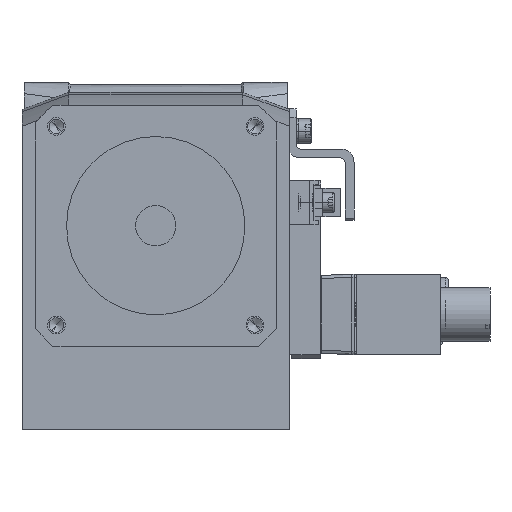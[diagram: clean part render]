
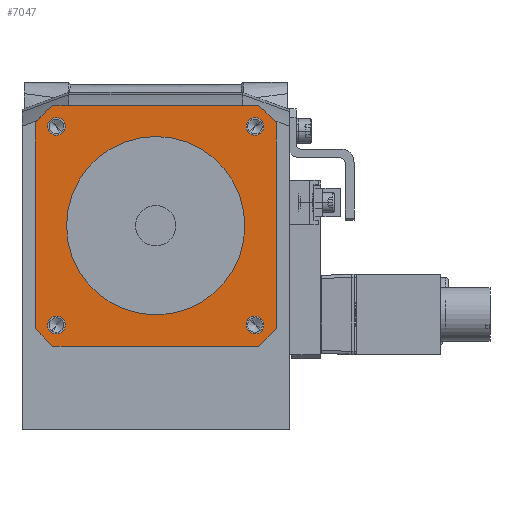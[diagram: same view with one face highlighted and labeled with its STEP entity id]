
A CAD part, front view. The second image highlights one B-rep face of the part: STEP entity #7047.
In plain terms, the highlighted planar face has unit normal (0, -1, 0).
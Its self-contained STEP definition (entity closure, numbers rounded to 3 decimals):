
#6745=CARTESIAN_POINT('Axis2P3D Location',(0.,-97.,45.8)) ;
#6749=CARTESIAN_POINT('Vertex',(-20.,-97.,45.8)) ;
#6751=CARTESIAN_POINT('Vertex',(20.,-97.,45.8)) ;
#6776=CARTESIAN_POINT('Axis2P3D Location',(0.,-97.,45.8)) ;
#6836=CARTESIAN_POINT('Axis2P3D Location',(0.,-97.,45.8)) ;
#6841=CARTESIAN_POINT('Axis2P3D Location',(0.,-97.,45.8)) ;
#6845=CARTESIAN_POINT('Vertex',(-27.,-97.,68.849)) ;
#6847=CARTESIAN_POINT('Vertex',(-23.049,-97.,72.8)) ;
#6850=CARTESIAN_POINT('Line Origine',(-27.,-97.,45.8)) ;
#6854=CARTESIAN_POINT('Vertex',(-27.,-97.,22.751)) ;
#6857=CARTESIAN_POINT('Axis2P3D Location',(0.,-97.,45.8)) ;
#6861=CARTESIAN_POINT('Vertex',(-23.049,-97.,18.8)) ;
#6864=CARTESIAN_POINT('Line Origine',(0.,-97.,18.8)) ;
#6868=CARTESIAN_POINT('Vertex',(23.049,-97.,18.8)) ;
#6871=CARTESIAN_POINT('Axis2P3D Location',(0.,-97.,45.8)) ;
#6875=CARTESIAN_POINT('Vertex',(27.,-97.,22.751)) ;
#6878=CARTESIAN_POINT('Line Origine',(27.,-97.,45.8)) ;
#6882=CARTESIAN_POINT('Vertex',(27.,-97.,68.849)) ;
#6885=CARTESIAN_POINT('Axis2P3D Location',(0.,-97.,45.8)) ;
#6889=CARTESIAN_POINT('Vertex',(23.049,-97.,72.8)) ;
#6892=CARTESIAN_POINT('Line Origine',(0.,-97.,72.8)) ;
#6907=CARTESIAN_POINT('Axis2P3D Location',(22.274,-97.,68.074)) ;
#6911=CARTESIAN_POINT('Vertex',(20.86,-97.,66.66)) ;
#6913=CARTESIAN_POINT('Vertex',(20.274,-97.,68.074)) ;
#6916=CARTESIAN_POINT('Axis2P3D Location',(22.274,-97.,68.074)) ;
#6920=CARTESIAN_POINT('Vertex',(23.688,-97.,69.488)) ;
#6923=CARTESIAN_POINT('Axis2P3D Location',(22.274,-97.,68.074)) ;
#6927=CARTESIAN_POINT('Vertex',(24.274,-97.,68.074)) ;
#6930=CARTESIAN_POINT('Axis2P3D Location',(22.274,-97.,68.074)) ;
#6941=CARTESIAN_POINT('Axis2P3D Location',(-22.274,-97.,68.074)) ;
#6945=CARTESIAN_POINT('Vertex',(-20.86,-97.,66.66)) ;
#6947=CARTESIAN_POINT('Vertex',(-24.274,-97.,68.074)) ;
#6950=CARTESIAN_POINT('Axis2P3D Location',(-22.274,-97.,68.074)) ;
#6954=CARTESIAN_POINT('Vertex',(-23.688,-97.,69.488)) ;
#6957=CARTESIAN_POINT('Axis2P3D Location',(-22.274,-97.,68.074)) ;
#6961=CARTESIAN_POINT('Vertex',(-20.274,-97.,68.074)) ;
#6964=CARTESIAN_POINT('Axis2P3D Location',(-22.274,-97.,68.074)) ;
#6975=CARTESIAN_POINT('Axis2P3D Location',(-22.274,-97.,23.526)) ;
#6979=CARTESIAN_POINT('Vertex',(-20.86,-97.,24.94)) ;
#6981=CARTESIAN_POINT('Vertex',(-20.274,-97.,23.526)) ;
#6984=CARTESIAN_POINT('Axis2P3D Location',(-22.274,-97.,23.526)) ;
#6988=CARTESIAN_POINT('Vertex',(-23.688,-97.,22.112)) ;
#6991=CARTESIAN_POINT('Axis2P3D Location',(-22.274,-97.,23.526)) ;
#6995=CARTESIAN_POINT('Vertex',(-24.274,-97.,23.526)) ;
#6998=CARTESIAN_POINT('Axis2P3D Location',(-22.274,-97.,23.526)) ;
#7009=CARTESIAN_POINT('Axis2P3D Location',(22.274,-97.,23.526)) ;
#7013=CARTESIAN_POINT('Vertex',(20.86,-97.,24.94)) ;
#7015=CARTESIAN_POINT('Vertex',(24.274,-97.,23.526)) ;
#7018=CARTESIAN_POINT('Axis2P3D Location',(22.274,-97.,23.526)) ;
#7022=CARTESIAN_POINT('Vertex',(23.688,-97.,22.112)) ;
#7025=CARTESIAN_POINT('Axis2P3D Location',(22.274,-97.,23.526)) ;
#7029=CARTESIAN_POINT('Vertex',(20.274,-97.,23.526)) ;
#7032=CARTESIAN_POINT('Axis2P3D Location',(22.274,-97.,23.526)) ;
#6746=DIRECTION('Axis2P3D Direction',(-0.,1.,0.)) ;
#6777=DIRECTION('Axis2P3D Direction',(-0.,1.,0.)) ;
#6837=DIRECTION('Axis2P3D Direction',(0.,1.,0.)) ;
#6838=DIRECTION('Axis2P3D XDirection',(0.,0.,1.)) ;
#6842=DIRECTION('Axis2P3D Direction',(0.,1.,0.)) ;
#6851=DIRECTION('Vector Direction',(0.,0.,-1.)) ;
#6858=DIRECTION('Axis2P3D Direction',(0.,1.,0.)) ;
#6865=DIRECTION('Vector Direction',(-1.,0.,0.)) ;
#6872=DIRECTION('Axis2P3D Direction',(0.,1.,0.)) ;
#6879=DIRECTION('Vector Direction',(0.,0.,-1.)) ;
#6886=DIRECTION('Axis2P3D Direction',(0.,1.,0.)) ;
#6893=DIRECTION('Vector Direction',(1.,0.,0.)) ;
#6908=DIRECTION('Axis2P3D Direction',(0.,1.,0.)) ;
#6917=DIRECTION('Axis2P3D Direction',(0.,1.,0.)) ;
#6924=DIRECTION('Axis2P3D Direction',(0.,1.,0.)) ;
#6931=DIRECTION('Axis2P3D Direction',(0.,1.,0.)) ;
#6942=DIRECTION('Axis2P3D Direction',(0.,1.,0.)) ;
#6951=DIRECTION('Axis2P3D Direction',(0.,1.,0.)) ;
#6958=DIRECTION('Axis2P3D Direction',(0.,1.,0.)) ;
#6965=DIRECTION('Axis2P3D Direction',(0.,1.,0.)) ;
#6976=DIRECTION('Axis2P3D Direction',(0.,1.,0.)) ;
#6985=DIRECTION('Axis2P3D Direction',(0.,1.,0.)) ;
#6992=DIRECTION('Axis2P3D Direction',(0.,1.,0.)) ;
#6999=DIRECTION('Axis2P3D Direction',(0.,1.,0.)) ;
#7010=DIRECTION('Axis2P3D Direction',(0.,1.,0.)) ;
#7019=DIRECTION('Axis2P3D Direction',(0.,1.,0.)) ;
#7026=DIRECTION('Axis2P3D Direction',(0.,1.,0.)) ;
#7033=DIRECTION('Axis2P3D Direction',(0.,1.,0.)) ;
#6747=AXIS2_PLACEMENT_3D('Circle Axis2P3D',#6745,#6746,$) ;
#6778=AXIS2_PLACEMENT_3D('Circle Axis2P3D',#6776,#6777,$) ;
#6839=AXIS2_PLACEMENT_3D('Plane Axis2P3D',#6836,#6837,#6838) ;
#6843=AXIS2_PLACEMENT_3D('Circle Axis2P3D',#6841,#6842,$) ;
#6859=AXIS2_PLACEMENT_3D('Circle Axis2P3D',#6857,#6858,$) ;
#6873=AXIS2_PLACEMENT_3D('Circle Axis2P3D',#6871,#6872,$) ;
#6887=AXIS2_PLACEMENT_3D('Circle Axis2P3D',#6885,#6886,$) ;
#6909=AXIS2_PLACEMENT_3D('Circle Axis2P3D',#6907,#6908,$) ;
#6918=AXIS2_PLACEMENT_3D('Circle Axis2P3D',#6916,#6917,$) ;
#6925=AXIS2_PLACEMENT_3D('Circle Axis2P3D',#6923,#6924,$) ;
#6932=AXIS2_PLACEMENT_3D('Circle Axis2P3D',#6930,#6931,$) ;
#6943=AXIS2_PLACEMENT_3D('Circle Axis2P3D',#6941,#6942,$) ;
#6952=AXIS2_PLACEMENT_3D('Circle Axis2P3D',#6950,#6951,$) ;
#6959=AXIS2_PLACEMENT_3D('Circle Axis2P3D',#6957,#6958,$) ;
#6966=AXIS2_PLACEMENT_3D('Circle Axis2P3D',#6964,#6965,$) ;
#6977=AXIS2_PLACEMENT_3D('Circle Axis2P3D',#6975,#6976,$) ;
#6986=AXIS2_PLACEMENT_3D('Circle Axis2P3D',#6984,#6985,$) ;
#6993=AXIS2_PLACEMENT_3D('Circle Axis2P3D',#6991,#6992,$) ;
#7000=AXIS2_PLACEMENT_3D('Circle Axis2P3D',#6998,#6999,$) ;
#7011=AXIS2_PLACEMENT_3D('Circle Axis2P3D',#7009,#7010,$) ;
#7020=AXIS2_PLACEMENT_3D('Circle Axis2P3D',#7018,#7019,$) ;
#7027=AXIS2_PLACEMENT_3D('Circle Axis2P3D',#7025,#7026,$) ;
#7034=AXIS2_PLACEMENT_3D('Circle Axis2P3D',#7032,#7033,$) ;
#6898=ORIENTED_EDGE('',*,*,#6849,.F.) ;
#6899=ORIENTED_EDGE('',*,*,#6856,.T.) ;
#6900=ORIENTED_EDGE('',*,*,#6863,.F.) ;
#6901=ORIENTED_EDGE('',*,*,#6870,.F.) ;
#6902=ORIENTED_EDGE('',*,*,#6877,.F.) ;
#6903=ORIENTED_EDGE('',*,*,#6884,.F.) ;
#6904=ORIENTED_EDGE('',*,*,#6891,.F.) ;
#6905=ORIENTED_EDGE('',*,*,#6896,.F.) ;
#6936=ORIENTED_EDGE('',*,*,#6915,.T.) ;
#6937=ORIENTED_EDGE('',*,*,#6922,.T.) ;
#6938=ORIENTED_EDGE('',*,*,#6929,.T.) ;
#6939=ORIENTED_EDGE('',*,*,#6934,.T.) ;
#6970=ORIENTED_EDGE('',*,*,#6949,.T.) ;
#6971=ORIENTED_EDGE('',*,*,#6956,.T.) ;
#6972=ORIENTED_EDGE('',*,*,#6963,.T.) ;
#6973=ORIENTED_EDGE('',*,*,#6968,.T.) ;
#7004=ORIENTED_EDGE('',*,*,#6983,.T.) ;
#7005=ORIENTED_EDGE('',*,*,#6990,.T.) ;
#7006=ORIENTED_EDGE('',*,*,#6997,.T.) ;
#7007=ORIENTED_EDGE('',*,*,#7002,.T.) ;
#7038=ORIENTED_EDGE('',*,*,#7017,.T.) ;
#7039=ORIENTED_EDGE('',*,*,#7024,.T.) ;
#7040=ORIENTED_EDGE('',*,*,#7031,.T.) ;
#7041=ORIENTED_EDGE('',*,*,#7036,.T.) ;
#7044=ORIENTED_EDGE('',*,*,#6753,.T.) ;
#7045=ORIENTED_EDGE('',*,*,#6780,.T.) ;
#6940=FACE_BOUND('',#6935,.T.) ;
#6974=FACE_BOUND('',#6969,.T.) ;
#7008=FACE_BOUND('',#7003,.T.) ;
#7042=FACE_BOUND('',#7037,.T.) ;
#7046=FACE_BOUND('',#7043,.T.) ;
#6852=VECTOR('Line Direction',#6851,1.) ;
#6866=VECTOR('Line Direction',#6865,1.) ;
#6880=VECTOR('Line Direction',#6879,1.) ;
#6894=VECTOR('Line Direction',#6893,1.) ;
#7047=ADVANCED_FACE('LINEAREINHEIT',(#6906,#6940,#6974,#7008,#7042,#7046),#6840,.F.) ;
#6748=CIRCLE('generated circle',#6747,20.) ;
#6779=CIRCLE('generated circle',#6778,20.) ;
#6844=CIRCLE('generated circle',#6843,35.5) ;
#6860=CIRCLE('generated circle',#6859,35.5) ;
#6874=CIRCLE('generated circle',#6873,35.5) ;
#6888=CIRCLE('generated circle',#6887,35.5) ;
#6910=CIRCLE('generated circle',#6909,2.) ;
#6919=CIRCLE('generated circle',#6918,2.) ;
#6926=CIRCLE('generated circle',#6925,2.) ;
#6933=CIRCLE('generated circle',#6932,2.) ;
#6944=CIRCLE('generated circle',#6943,2.) ;
#6953=CIRCLE('generated circle',#6952,2.) ;
#6960=CIRCLE('generated circle',#6959,2.) ;
#6967=CIRCLE('generated circle',#6966,2.) ;
#6978=CIRCLE('generated circle',#6977,2.) ;
#6987=CIRCLE('generated circle',#6986,2.) ;
#6994=CIRCLE('generated circle',#6993,2.) ;
#7001=CIRCLE('generated circle',#7000,2.) ;
#7012=CIRCLE('generated circle',#7011,2.) ;
#7021=CIRCLE('generated circle',#7020,2.) ;
#7028=CIRCLE('generated circle',#7027,2.) ;
#7035=CIRCLE('generated circle',#7034,2.) ;
#6753=EDGE_CURVE('',#6750,#6752,#6748,.T.) ;
#6780=EDGE_CURVE('',#6752,#6750,#6779,.T.) ;
#6849=EDGE_CURVE('',#6846,#6848,#6844,.T.) ;
#6856=EDGE_CURVE('',#6846,#6855,#6853,.T.) ;
#6863=EDGE_CURVE('',#6862,#6855,#6860,.T.) ;
#6870=EDGE_CURVE('',#6869,#6862,#6867,.T.) ;
#6877=EDGE_CURVE('',#6876,#6869,#6874,.T.) ;
#6884=EDGE_CURVE('',#6883,#6876,#6881,.T.) ;
#6891=EDGE_CURVE('',#6890,#6883,#6888,.T.) ;
#6896=EDGE_CURVE('',#6848,#6890,#6895,.T.) ;
#6915=EDGE_CURVE('',#6912,#6914,#6910,.T.) ;
#6922=EDGE_CURVE('',#6914,#6921,#6919,.T.) ;
#6929=EDGE_CURVE('',#6921,#6928,#6926,.T.) ;
#6934=EDGE_CURVE('',#6928,#6912,#6933,.T.) ;
#6949=EDGE_CURVE('',#6946,#6948,#6944,.T.) ;
#6956=EDGE_CURVE('',#6948,#6955,#6953,.T.) ;
#6963=EDGE_CURVE('',#6955,#6962,#6960,.T.) ;
#6968=EDGE_CURVE('',#6962,#6946,#6967,.T.) ;
#6983=EDGE_CURVE('',#6980,#6982,#6978,.T.) ;
#6990=EDGE_CURVE('',#6982,#6989,#6987,.T.) ;
#6997=EDGE_CURVE('',#6989,#6996,#6994,.T.) ;
#7002=EDGE_CURVE('',#6996,#6980,#7001,.T.) ;
#7017=EDGE_CURVE('',#7014,#7016,#7012,.T.) ;
#7024=EDGE_CURVE('',#7016,#7023,#7021,.T.) ;
#7031=EDGE_CURVE('',#7023,#7030,#7028,.T.) ;
#7036=EDGE_CURVE('',#7030,#7014,#7035,.T.) ;
#6897=EDGE_LOOP('',(#6898,#6899,#6900,#6901,#6902,#6903,#6904,#6905)) ;
#6935=EDGE_LOOP('',(#6936,#6937,#6938,#6939)) ;
#6969=EDGE_LOOP('',(#6970,#6971,#6972,#6973)) ;
#7003=EDGE_LOOP('',(#7004,#7005,#7006,#7007)) ;
#7037=EDGE_LOOP('',(#7038,#7039,#7040,#7041)) ;
#7043=EDGE_LOOP('',(#7044,#7045)) ;
#6906=FACE_OUTER_BOUND('',#6897,.T.) ;
#6853=LINE('Line',#6850,#6852) ;
#6867=LINE('Line',#6864,#6866) ;
#6881=LINE('Line',#6878,#6880) ;
#6895=LINE('Line',#6892,#6894) ;
#6840=PLANE('Plane',#6839) ;
#6750=VERTEX_POINT('',#6749) ;
#6752=VERTEX_POINT('',#6751) ;
#6846=VERTEX_POINT('',#6845) ;
#6848=VERTEX_POINT('',#6847) ;
#6855=VERTEX_POINT('',#6854) ;
#6862=VERTEX_POINT('',#6861) ;
#6869=VERTEX_POINT('',#6868) ;
#6876=VERTEX_POINT('',#6875) ;
#6883=VERTEX_POINT('',#6882) ;
#6890=VERTEX_POINT('',#6889) ;
#6912=VERTEX_POINT('',#6911) ;
#6914=VERTEX_POINT('',#6913) ;
#6921=VERTEX_POINT('',#6920) ;
#6928=VERTEX_POINT('',#6927) ;
#6946=VERTEX_POINT('',#6945) ;
#6948=VERTEX_POINT('',#6947) ;
#6955=VERTEX_POINT('',#6954) ;
#6962=VERTEX_POINT('',#6961) ;
#6980=VERTEX_POINT('',#6979) ;
#6982=VERTEX_POINT('',#6981) ;
#6989=VERTEX_POINT('',#6988) ;
#6996=VERTEX_POINT('',#6995) ;
#7014=VERTEX_POINT('',#7013) ;
#7016=VERTEX_POINT('',#7015) ;
#7023=VERTEX_POINT('',#7022) ;
#7030=VERTEX_POINT('',#7029) ;
